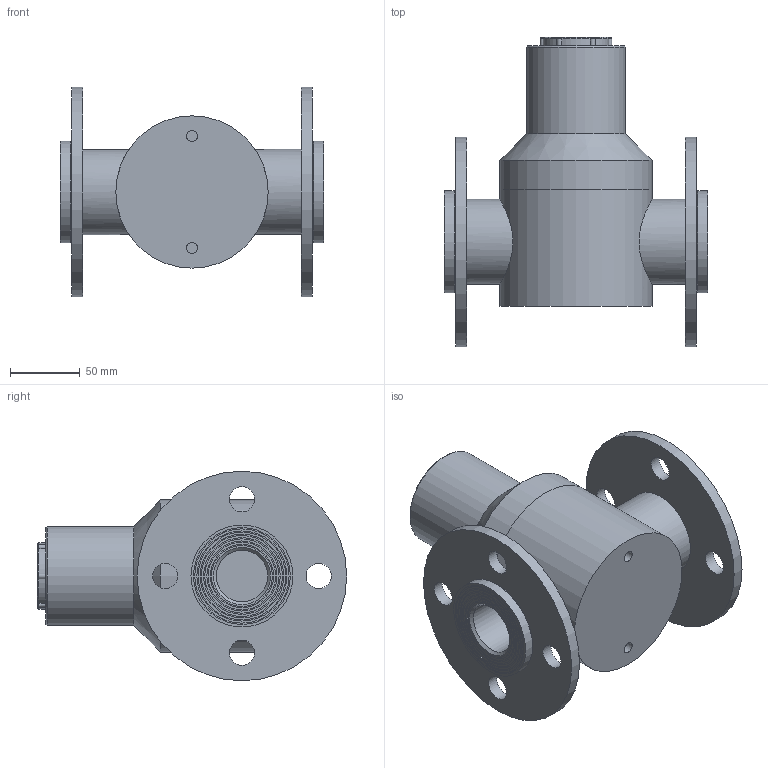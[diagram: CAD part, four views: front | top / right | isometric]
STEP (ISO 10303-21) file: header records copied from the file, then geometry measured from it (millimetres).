
FILE_DESCRIPTION (( 'STEP AP214' ), '1' );
FILE_NAME ('1 1-2-1104-1X-PN16.STEP', '2019-10-28T11:10:42', ( '' ), ( '' ), 'SwSTEP 2.0', 'SolidWorks 2020', '' );
FILE_SCHEMA (( 'AUTOMOTIVE_DESIGN' ));
Length unit declared in the file: millimetre
Products named in the file (6): 1 1-2 PN16 BR; 50mm Dust Cap; 1 1-2-1104-1X-PN16; 50mm Fusion weld body - PS-90-151; 50mm Fusion Stub - PP; PVC Bonnet all size_50mm PVC-304
Assembly tree (7 placements, depth 2):
  1 1-2-1104-1X-PN16
    50mm Fusion weld body - PS-90-151
    50mm Fusion Stub - PP  x2
    PVC Bonnet all size_50mm PVC-304
    50mm Dust Cap
    1 1-2 PN16 BR  x2
Bounding box: 188.6 x 221.5 x 150 mm (x, y, z)
Volume: 1696926.2 mm3; surface area: 223877.6 mm2
Topology: 7 solids, 7 shells, 154 faces, 310 edges, 205 vertices
Faces by surface type: cylinder 76, plane 52, torus 12, bspline 7, cone 7
Full cylindrical faces by diameter (mm): 7.938 x2, 18 x8, 35.5 x1, 37 x2, 38 x1, 39 x2, 43.548 x2, 45.348 x2, 48.348 x2, 50.148 x2, 53.148 x2, 54.948 x2, 56 x1, 57.948 x2, 59.748 x2, 61 x2, 61.5 x2, 62.2 x1, 62.748 x2, 64.548 x2, 67.548 x2, 69.348 x2, 70 x6, 71 x1, 73 x2, 109 x2, 150 x2
Entity records: 5500 total; most frequent: CARTESIAN_POINT 3043, DIRECTION 450, ORIENTED_EDGE 354, AXIS2_PLACEMENT_3D 215, EDGE_LOOP 179, EDGE_CURVE 177, FACE_OUTER_BOUND 140, VERTEX_POINT 140
